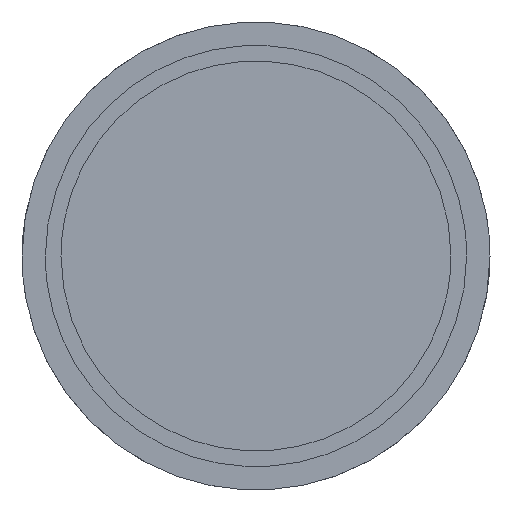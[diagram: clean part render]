
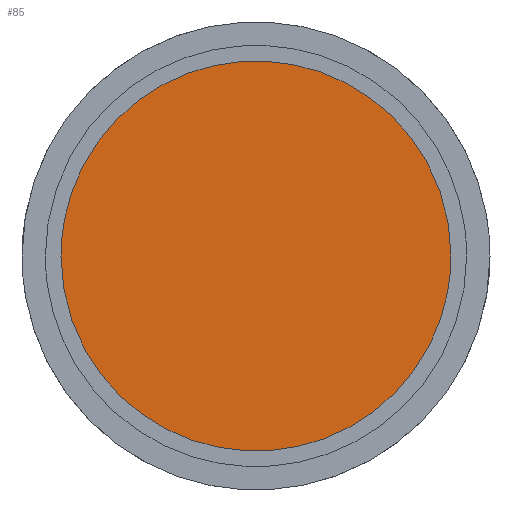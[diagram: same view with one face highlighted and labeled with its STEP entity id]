
A CAD part, front view. The second image highlights one B-rep face of the part: STEP entity #85.
In plain terms, the highlighted planar face has unit normal (0, -1, 0).
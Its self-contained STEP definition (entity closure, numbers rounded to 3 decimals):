
#85=ADVANCED_FACE('',(#268),#2635,.T.);
#268=FACE_OUTER_BOUND('',#453,.T.);
#453=EDGE_LOOP('',(#666,#667));
#666=ORIENTED_EDGE('',*,*,#1507,.T.);
#667=ORIENTED_EDGE('',*,*,#1506,.T.);
#1506=EDGE_CURVE('',#2358,#2359,#2190,.T.);
#1507=EDGE_CURVE('',#2359,#2358,#2191,.T.);
#2190=(
BOUNDED_CURVE()
B_SPLINE_CURVE(2,(#3197,#3198,#3199,#3200,#3201),.UNSPECIFIED.,.F.,.F.)
B_SPLINE_CURVE_WITH_KNOTS((3,2,3),(-785.398,-392.699,
0.),.UNSPECIFIED.)
CURVE()
GEOMETRIC_REPRESENTATION_ITEM()
RATIONAL_B_SPLINE_CURVE((1.,0.707,1.,0.707,1.))
REPRESENTATION_ITEM('')
);
#2191=(
BOUNDED_CURVE()
B_SPLINE_CURVE(2,(#3202,#3203,#3204,#3205,#3206),.UNSPECIFIED.,.F.,.F.)
B_SPLINE_CURVE_WITH_KNOTS((3,2,3),(-785.398,-392.699,
0.),.UNSPECIFIED.)
CURVE()
GEOMETRIC_REPRESENTATION_ITEM()
RATIONAL_B_SPLINE_CURVE((1.,0.707,1.,0.707,1.))
REPRESENTATION_ITEM('')
);
#2358=VERTEX_POINT('',#3171);
#2359=VERTEX_POINT('',#3172);
#2635=PLANE('',#2824);
#2824=AXIS2_PLACEMENT_3D('',#3164,#2994,$);
#2994=DIRECTION('',(0.,-1.,0.));
#3164=CARTESIAN_POINT('',(300.,-44.019,-300.));
#3171=CARTESIAN_POINT('',(-250.,-44.019,0.));
#3172=CARTESIAN_POINT('',(250.,-44.019,0.));
#3197=CARTESIAN_POINT('',(-250.,-44.019,0.));
#3198=CARTESIAN_POINT('',(-250.,-44.019,-250.));
#3199=CARTESIAN_POINT('',(0.,-44.019,-250.));
#3200=CARTESIAN_POINT('',(250.,-44.019,-250.));
#3201=CARTESIAN_POINT('',(250.,-44.019,0.));
#3202=CARTESIAN_POINT('',(250.,-44.019,0.));
#3203=CARTESIAN_POINT('',(250.,-44.019,250.));
#3204=CARTESIAN_POINT('',(0.,-44.019,250.));
#3205=CARTESIAN_POINT('',(-250.,-44.019,250.));
#3206=CARTESIAN_POINT('',(-250.,-44.019,0.));
